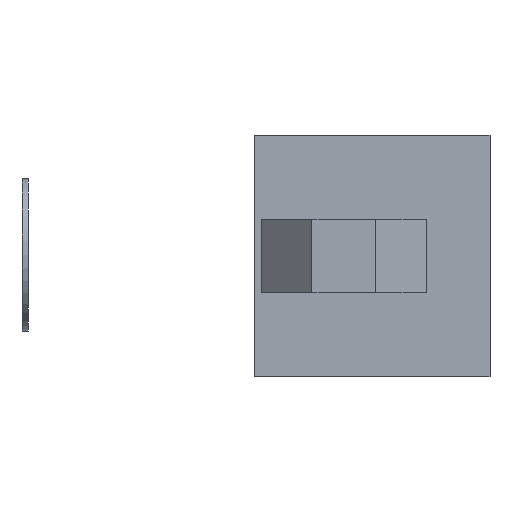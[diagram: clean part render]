
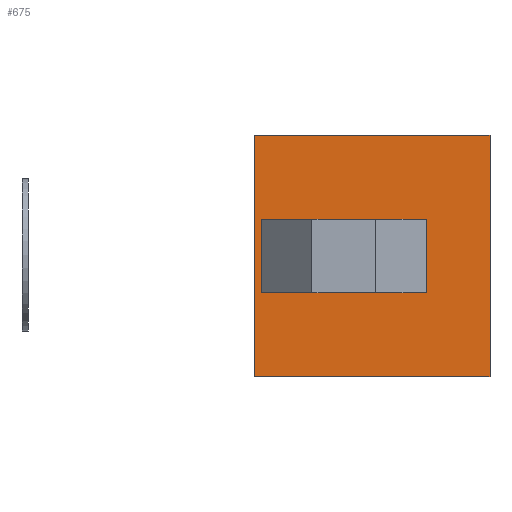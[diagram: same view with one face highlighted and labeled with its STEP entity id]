
A CAD part, left-side view. The second image highlights one B-rep face of the part: STEP entity #675.
In plain terms, the highlighted planar face has unit normal (-1, 0, 0).
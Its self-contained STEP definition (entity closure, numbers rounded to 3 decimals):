
#38 = AXIS2_PLACEMENT_3D ( 'NONE', #2558, #938, #2832 ) ;
#152 = CARTESIAN_POINT ( 'NONE',  ( 0., -6.5, 7. ) ) ;
#180 = DIRECTION ( 'NONE',  ( 1., 0., 0. ) ) ;
#181 = EDGE_CURVE ( 'NONE', #1029, #1757, #2865, .T. ) ;
#237 = VERTEX_POINT ( 'NONE', #1434 ) ;
#261 = LINE ( 'NONE', #3099, #1348 ) ;
#302 = CARTESIAN_POINT ( 'NONE',  ( 0., -14., 19. ) ) ;
#365 = VERTEX_POINT ( 'NONE', #1939 ) ;
#441 = CARTESIAN_POINT ( 'NONE',  ( 0., 0., 19. ) ) ;
#509 = EDGE_CURVE ( 'NONE', #365, #3325, #261, .T. ) ;
#517 = ORIENTED_EDGE ( 'NONE', *, *, #1500, .T. ) ;
#562 = VECTOR ( 'NONE', #2849, 1000. ) ;
#586 = DIRECTION ( 'NONE',  ( 0., -1., 0. ) ) ;
#633 = DIRECTION ( 'NONE',  ( 0., -1., 0. ) ) ;
#645 = LINE ( 'NONE', #1760, #562 ) ;
#675 = ADVANCED_FACE ( 'NONE', ( #1574, #1397 ), #1827, .F. ) ;
#729 = AXIS2_PLACEMENT_3D ( 'NONE', #1846, #180, #2111 ) ;
#733 = CARTESIAN_POINT ( 'NONE',  ( 0., -18.5, 19. ) ) ;
#788 = CARTESIAN_POINT ( 'NONE',  ( 0., 0., 19. ) ) ;
#799 = EDGE_CURVE ( 'NONE', #3325, #1705, #2678, .T. ) ;
#869 = VERTEX_POINT ( 'NONE', #2374 ) ;
#938 = DIRECTION ( 'NONE',  ( -1., 0., 0. ) ) ;
#965 = ORIENTED_EDGE ( 'NONE', *, *, #3225, .F. ) ;
#979 = DIRECTION ( 'NONE',  ( 0., 1., 0. ) ) ;
#1010 = AXIS2_PLACEMENT_3D ( 'NONE', #2856, #1234, #3112 ) ;
#1029 = VERTEX_POINT ( 'NONE', #788 ) ;
#1090 = CIRCLE ( 'NONE', #1010, 2.5 ) ;
#1117 = ORIENTED_EDGE ( 'NONE', *, *, #181, .F. ) ;
#1143 = LINE ( 'NONE', #2012, #1339 ) ;
#1148 = ORIENTED_EDGE ( 'NONE', *, *, #2478, .F. ) ;
#1196 = CARTESIAN_POINT ( 'NONE',  ( 0., 0., 7. ) ) ;
#1221 = DIRECTION ( 'NONE',  ( 0., 0., -1. ) ) ;
#1234 = DIRECTION ( 'NONE',  ( -1., 0., 0. ) ) ;
#1235 = VECTOR ( 'NONE', #633, 1000. ) ;
#1339 = VECTOR ( 'NONE', #2275, 1000. ) ;
#1348 = VECTOR ( 'NONE', #1221, 1000. ) ;
#1397 = FACE_OUTER_BOUND ( 'NONE', #2473, .T. ) ;
#1418 = ORIENTED_EDGE ( 'NONE', *, *, #799, .F. ) ;
#1434 = CARTESIAN_POINT ( 'NONE',  ( 0., -10., 9.5 ) ) ;
#1479 = EDGE_CURVE ( 'NONE', #1705, #2731, #1957, .T. ) ;
#1500 = EDGE_CURVE ( 'NONE', #869, #1757, #1143, .T. ) ;
#1522 = VECTOR ( 'NONE', #979, 1000. ) ;
#1574 = FACE_BOUND ( 'NONE', #2951, .T. ) ;
#1608 = ORIENTED_EDGE ( 'NONE', *, *, #2691, .T. ) ;
#1705 = VERTEX_POINT ( 'NONE', #152 ) ;
#1726 = VECTOR ( 'NONE', #2370, 1000. ) ;
#1757 = VERTEX_POINT ( 'NONE', #733 ) ;
#1760 = CARTESIAN_POINT ( 'NONE',  ( 0., -10., 19. ) ) ;
#1818 = CARTESIAN_POINT ( 'NONE',  ( 0., 0., 12. ) ) ;
#1827 = PLANE ( 'NONE',  #729 ) ;
#1843 = VERTEX_POINT ( 'NONE', #3139 ) ;
#1846 = CARTESIAN_POINT ( 'NONE',  ( 0., 0., 19. ) ) ;
#1853 = CARTESIAN_POINT ( 'NONE',  ( 0., -10., 7. ) ) ;
#1886 = ORIENTED_EDGE ( 'NONE', *, *, #1479, .F. ) ;
#1901 = ORIENTED_EDGE ( 'NONE', *, *, #3272, .F. ) ;
#1939 = CARTESIAN_POINT ( 'NONE',  ( 0., -4., 12. ) ) ;
#1957 = LINE ( 'NONE', #1196, #1235 ) ;
#1977 = VECTOR ( 'NONE', #2599, 1000. ) ;
#2012 = CARTESIAN_POINT ( 'NONE',  ( 0., -18.5, 19. ) ) ;
#2111 = DIRECTION ( 'NONE',  ( 0., 0., -1. ) ) ;
#2275 = DIRECTION ( 'NONE',  ( 0., 0., 1. ) ) ;
#2370 = DIRECTION ( 'NONE',  ( 0., 0., -1. ) ) ;
#2374 = CARTESIAN_POINT ( 'NONE',  ( 0., -18.5, 0. ) ) ;
#2473 = EDGE_LOOP ( 'NONE', ( #517, #1117, #1608, #1148 ) ) ;
#2478 = EDGE_CURVE ( 'NONE', #869, #3341, #2969, .T. ) ;
#2558 = CARTESIAN_POINT ( 'NONE',  ( 0., -6.5, 9.5 ) ) ;
#2575 = ORIENTED_EDGE ( 'NONE', *, *, #3478, .F. ) ;
#2599 = DIRECTION ( 'NONE',  ( 0., 1., 0. ) ) ;
#2678 = CIRCLE ( 'NONE', #38, 2.5 ) ;
#2682 = CARTESIAN_POINT ( 'NONE',  ( 0., 0., 0. ) ) ;
#2691 = EDGE_CURVE ( 'NONE', #1029, #3341, #3250, .T. ) ;
#2731 = VERTEX_POINT ( 'NONE', #1853 ) ;
#2832 = DIRECTION ( 'NONE',  ( 0., 1., 0. ) ) ;
#2849 = DIRECTION ( 'NONE',  ( 0., 0., 1. ) ) ;
#2856 = CARTESIAN_POINT ( 'NONE',  ( 0., -7.5, 9.5 ) ) ;
#2865 = LINE ( 'NONE', #302, #3511 ) ;
#2951 = EDGE_LOOP ( 'NONE', ( #2575, #965, #1886, #1418, #3252, #1901 ) ) ;
#2969 = LINE ( 'NONE', #3396, #1522 ) ;
#3099 = CARTESIAN_POINT ( 'NONE',  ( 0., -4., 19. ) ) ;
#3112 = DIRECTION ( 'NONE',  ( 0., 1., 0. ) ) ;
#3139 = CARTESIAN_POINT ( 'NONE',  ( 0., -7.5, 12. ) ) ;
#3203 = CARTESIAN_POINT ( 'NONE',  ( 0., -4., 9.5 ) ) ;
#3225 = EDGE_CURVE ( 'NONE', #2731, #237, #645, .T. ) ;
#3250 = LINE ( 'NONE', #441, #1726 ) ;
#3252 = ORIENTED_EDGE ( 'NONE', *, *, #509, .F. ) ;
#3272 = EDGE_CURVE ( 'NONE', #1843, #365, #3397, .T. ) ;
#3325 = VERTEX_POINT ( 'NONE', #3203 ) ;
#3341 = VERTEX_POINT ( 'NONE', #2682 ) ;
#3396 = CARTESIAN_POINT ( 'NONE',  ( 0., 0., 0. ) ) ;
#3397 = LINE ( 'NONE', #1818, #1977 ) ;
#3478 = EDGE_CURVE ( 'NONE', #237, #1843, #1090, .T. ) ;
#3511 = VECTOR ( 'NONE', #586, 1000. ) ;
